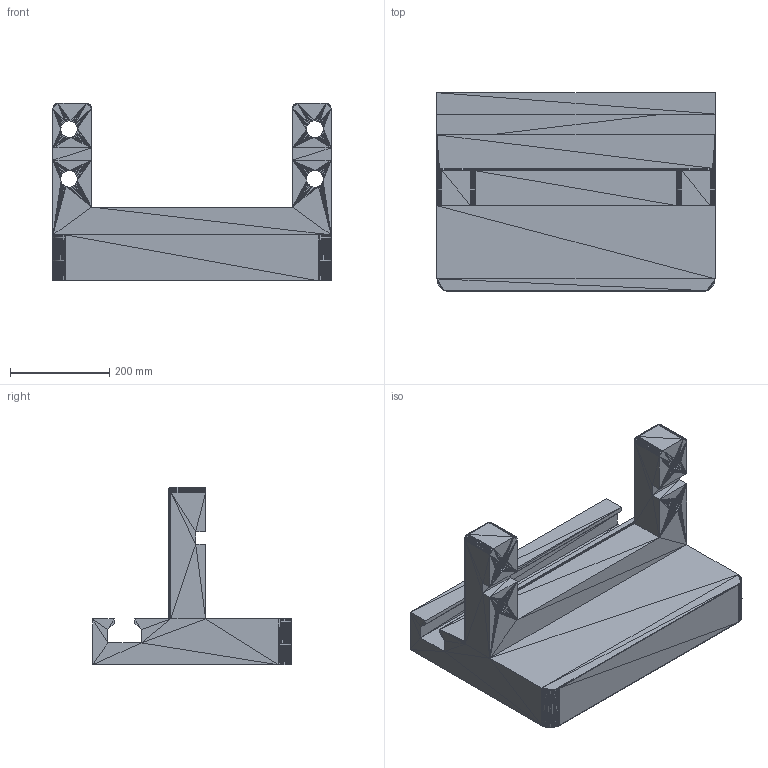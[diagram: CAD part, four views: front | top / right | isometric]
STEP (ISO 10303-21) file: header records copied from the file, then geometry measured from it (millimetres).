
FILE_DESCRIPTION(/* description */ (''),/* implementation_level */ '2;1');
FILE_NAME(/* name */ '',/* time_stamp */ '2025-11-21T15:39:28+08:00',/* author */ (''),/* organization */ (''),/* preprocessor_version */ 'ST-DEVELOPER v20.1',/* originating_system */ 'Autodesk Translation Framework v14.21.0.0',/* authorisation */ '');
FILE_SCHEMA (('AUTOMOTIVE_DESIGN { 1 0 10303 214 3 1 1 }'));
Products named in the file (1): 2025-11-21-15-38-27-867
Bounding box: 560 x 400 x 357.79 mm (x, y, z)
Volume: 23525635.5 mm3; surface area: 915243.4 mm2
Topology: 1 solids, 1 shells, 3224 faces, 4836 edges, 1606 vertices
Faces by surface type: plane 3224
Entity records: 62897 total; most frequent: DIRECTION 11286, ORIENTED_EDGE 9672, CARTESIAN_POINT 9667, LINE 4836, VECTOR 4836, EDGE_CURVE 4836, AXIS2_PLACEMENT_3D 3225, FACE_OUTER_BOUND 3224
